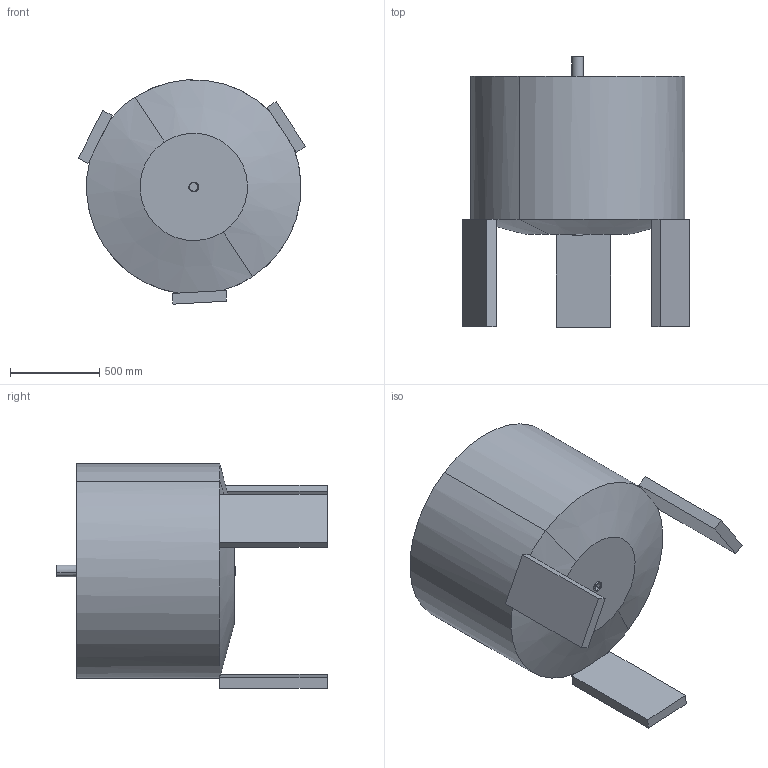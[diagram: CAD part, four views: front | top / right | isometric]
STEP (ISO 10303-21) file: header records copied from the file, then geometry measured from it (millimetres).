
FILE_DESCRIPTION (( 'STEP AP214' ), '1' );
FILE_NAME ('Assemblage3.STEP', '2022-06-01T12:40:21', ( '' ), ( '' ), 'SwSTEP 2.0', 'SolidWorks 2021', '' );
FILE_SCHEMA (( 'AUTOMOTIVE_DESIGN' ));
Length unit declared in the file: millimetre
Products named in the file (4): Bras multipales soudees evo1; CUVE500; Assemblage3; FOURREAU fixe fond
Assembly tree (3 placements, depth 2):
  Assemblage3
    CUVE500
    Bras multipales soudees evo1
    FOURREAU fixe fond
Bounding box: 1269.48 x 1509.77 x 1253.25 mm (x, y, z)
Volume: 222784511.3 mm3; surface area: 15986769 mm2
Topology: 4 solids, 5 shells, 496 faces, 1536 edges, 999 vertices
Faces by surface type: plane 413, cylinder 71, cone 4, sphere 4, torus 4
Entity records: 18685 total; most frequent: CARTESIAN_POINT 3421, ORIENTED_EDGE 3064, DIRECTION 3026, EDGE_CURVE 1532, AXIS2_PLACEMENT_3D 1016, VERTEX_POINT 999, VECTOR 994, LINE 994
